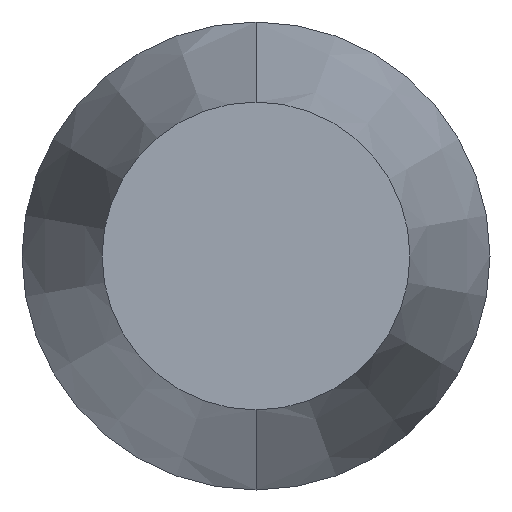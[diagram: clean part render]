
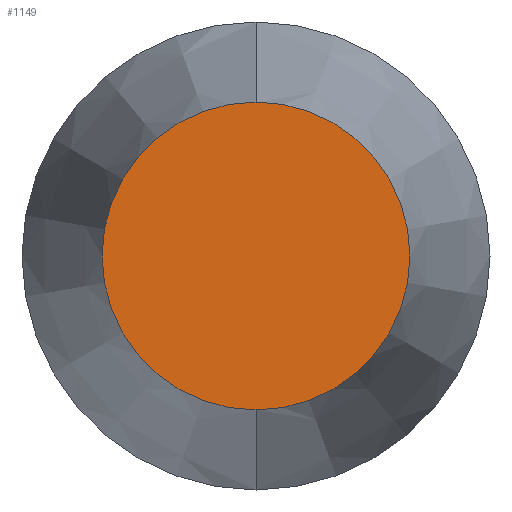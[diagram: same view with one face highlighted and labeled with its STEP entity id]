
A CAD part, front view. The second image highlights one B-rep face of the part: STEP entity #1149.
In plain terms, the highlighted planar face has unit normal (0, -1, 0).
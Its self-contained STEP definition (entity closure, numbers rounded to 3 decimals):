
#27 = DIRECTION ( 'NONE',  ( 0., -1., 0. ) ) ;
#82 = EDGE_LOOP ( 'NONE', ( #247, #377 ) ) ;
#175 = CARTESIAN_POINT ( 'NONE',  ( 0., 0., -6.25 ) ) ;
#247 = ORIENTED_EDGE ( 'NONE', *, *, #734, .T. ) ;
#360 = DIRECTION ( 'NONE',  ( 0., 0., -1. ) ) ;
#377 = ORIENTED_EDGE ( 'NONE', *, *, #531, .T. ) ;
#480 = DIRECTION ( 'NONE',  ( 0., -1., 0. ) ) ;
#531 = EDGE_CURVE ( 'NONE', #992, #1314, #1083, .T. ) ;
#693 = CARTESIAN_POINT ( 'NONE',  ( 0., 0., 0. ) ) ;
#699 = CARTESIAN_POINT ( 'NONE',  ( 6.25, 0., 0. ) ) ;
#734 = EDGE_CURVE ( 'NONE', #1314, #992, #1174, .T. ) ;
#782 = DIRECTION ( 'NONE',  ( 0., 0., -1. ) ) ;
#868 = AXIS2_PLACEMENT_3D ( 'NONE', #1140, #480, #1027 ) ;
#915 = DIRECTION ( 'NONE',  ( 0., -1., 0. ) ) ;
#992 = VERTEX_POINT ( 'NONE', #175 ) ;
#1027 = DIRECTION ( 'NONE',  ( 0., 0., -1. ) ) ;
#1083 = CIRCLE ( 'NONE', #868, 6.25 ) ;
#1140 = CARTESIAN_POINT ( 'NONE',  ( 0., 0., 0. ) ) ;
#1149 = ADVANCED_FACE ( 'NONE', ( #1258 ), #1298, .T. ) ;
#1174 = CIRCLE ( 'NONE', #1272, 6.25 ) ;
#1217 = CARTESIAN_POINT ( 'NONE',  ( 0., 0., 6.25 ) ) ;
#1258 = FACE_OUTER_BOUND ( 'NONE', #82, .T. ) ;
#1272 = AXIS2_PLACEMENT_3D ( 'NONE', #693, #27, #360 ) ;
#1276 = AXIS2_PLACEMENT_3D ( 'NONE', #699, #915, #782 ) ;
#1298 = PLANE ( 'NONE',  #1276 ) ;
#1314 = VERTEX_POINT ( 'NONE', #1217 ) ;
